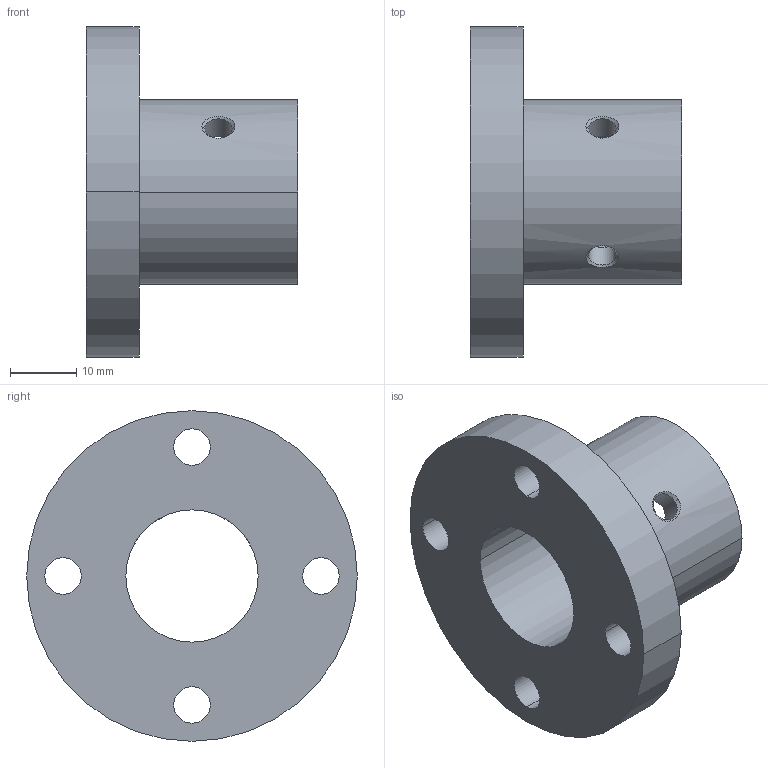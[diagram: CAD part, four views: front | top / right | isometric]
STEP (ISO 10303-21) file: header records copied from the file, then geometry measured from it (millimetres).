
FILE_DESCRIPTION( ( '' ), '1' );
FILE_NAME( 'STHRB20.stp', '2020-02-20T08:24:17', ( '' ), ( '' ), ' ', ' ', ' ' );
FILE_SCHEMA( ( 'automotive_design' ) );
Length unit declared in the file: millimetre
Products named in the file (1): 1
Bounding box: 32 x 50 x 50 mm (x, y, z)
Volume: 19563.2 mm3; surface area: 9085.3 mm2
Topology: 1 solids, 1 shells, 25 faces, 64 edges, 42 vertices
Faces by surface type: cylinder 18, cone 4, plane 3
Entity records: 1804 total; most frequent: CARTESIAN_POINT 400, DIRECTION 138, STYLED_ITEM 132, PRESENTATION_STYLE_ASSIGNMENT 132, COLOUR_RGB 132, ORIENTED_EDGE 128, EDGE_CURVE 64, CURVE_STYLE 64
